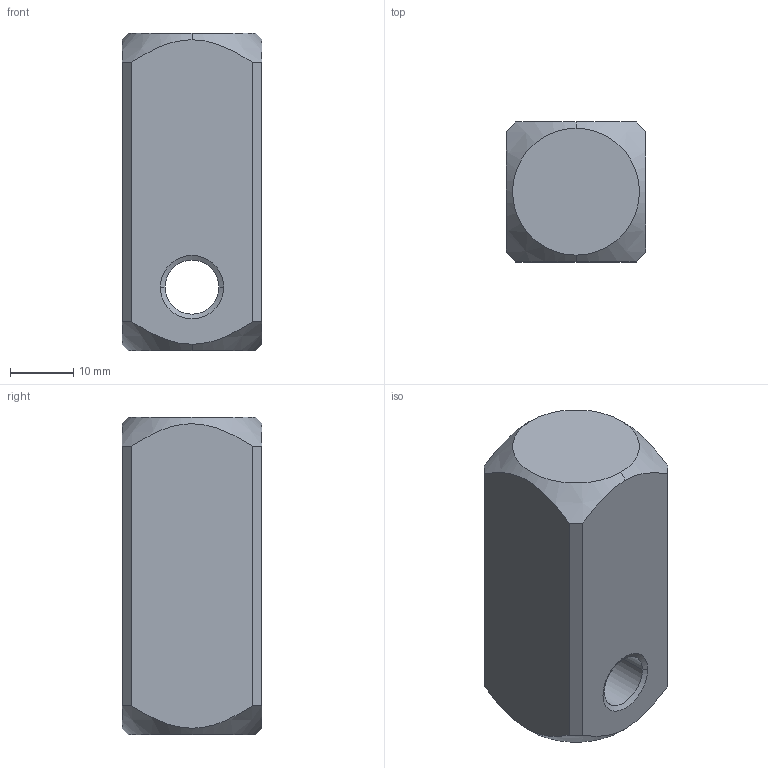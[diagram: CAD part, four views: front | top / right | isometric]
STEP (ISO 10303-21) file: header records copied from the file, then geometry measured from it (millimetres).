
FILE_DESCRIPTION(('Creo Elements/Direct Modeling STEP Export'),'2;1');
FILE_NAME('44.0120.1_Gewindeeinsatz-MMS-44_M10-Quergewindebohrung.stp','2022-03-21T 8:57:28',(''),(''),'PTC Creo Elements/Direct Modeling STEP processor for AP214 (Solid Model)','PTC Creo Elements/Direct Modeling 19.0C 15-Aug-2015 (C) Parametric Technology GmbH','');
FILE_SCHEMA(('AUTOMOTIVE_DESIGN { 1 0 10303 214 1 1 1 1 }'));
Length unit declared in the file: millimetre
Products named in the file (2): Gewindeeinsatz-MMS-44_M10-Quergewindebohrung_44.0120.1_PX173393
Assembly tree (1 placements, depth 2):
  Gewindeeinsatz-MMS-44_M10-Quergewindebohrung_44.0120.1_PX173393
    Gewindeeinsatz-MMS-44_M10-Quergewindebohrung_44.0120.1_PX173393
Bounding box: 22 x 22 x 50 mm (x, y, z)
Volume: 22198.8 mm3; surface area: 5360.1 mm2
Topology: 1 solids, 1 shells, 20 faces, 50 edges, 32 vertices
Faces by surface type: plane 10, cone 8, cylinder 2
Entity records: 1780 total; most frequent: CARTESIAN_POINT 1261, ORIENTED_EDGE 100, DIRECTION 78, EDGE_CURVE 50, VERTEX_POINT 32, AXIS2_PLACEMENT_3D 30, EDGE_LOOP 22, FACE_OUTER_BOUND 20
